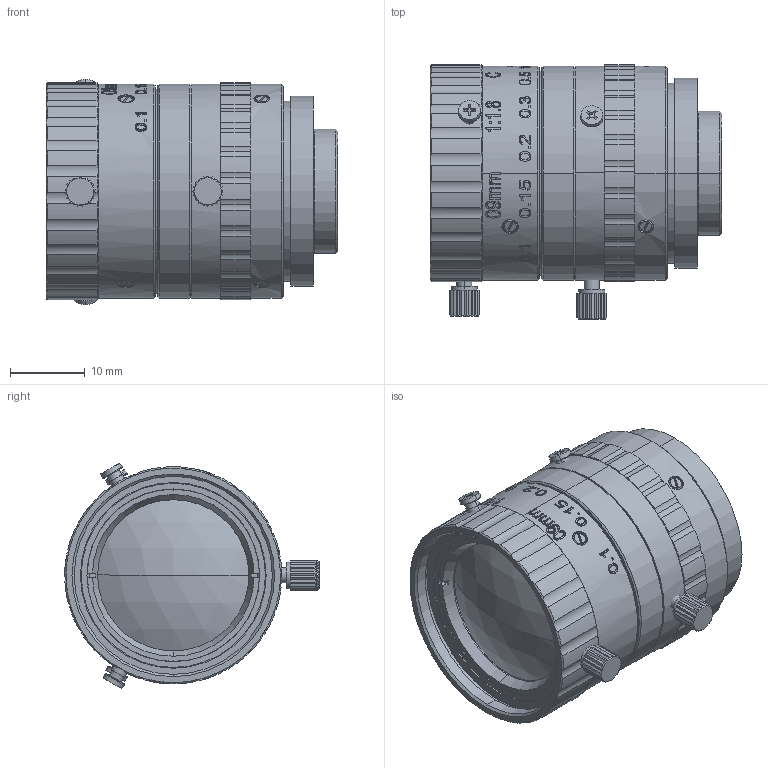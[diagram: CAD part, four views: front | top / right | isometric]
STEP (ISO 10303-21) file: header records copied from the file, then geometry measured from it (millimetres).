
FILE_DESCRIPTION (( 'STEP AP203' ), '1' );
FILE_NAME ('VA-LCM-5MP-09MM-F1.8-015', '2018-05-16T01:30:10', ( 'User' ), ( 'China' ), 'SwSTEP 2.0', 'SolidWorks 2014', '' );
FILE_SCHEMA (( 'CONFIG_CONTROL_DESIGN' ));
Length unit declared in the file: millimetre
Products named in the file (1): VA-LCM-5MP-09MM-F1.8-015
Bounding box: 38.97 x 34 x 30.11 mm (x, y, z)
Surface area: 7429.1 mm2 (no closed solid volume)
Topology: 0 solids, 37 shells, 964 faces, 2818 edges, 1876 vertices
Faces by surface type: plane 367, bspline 304, cylinder 173, cone 116, sphere 4
Entity records: 40188 total; most frequent: CARTESIAN_POINT 17388, ORIENTED_EDGE 4981, DIRECTION 3702, EDGE_CURVE 2818, VERTEX_POINT 1876, VECTOR 1302, LINE 1302, AXIS2_PLACEMENT_3D 1200
